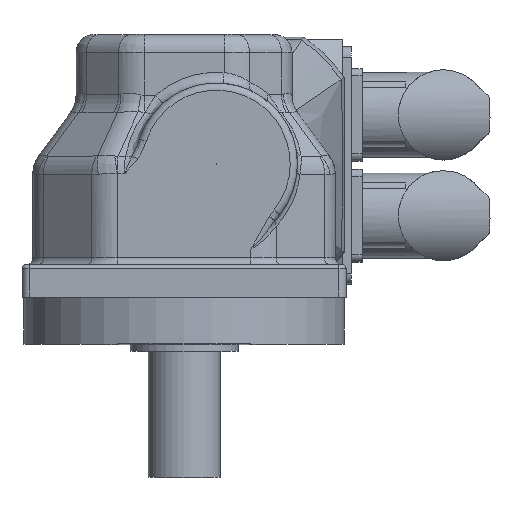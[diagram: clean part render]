
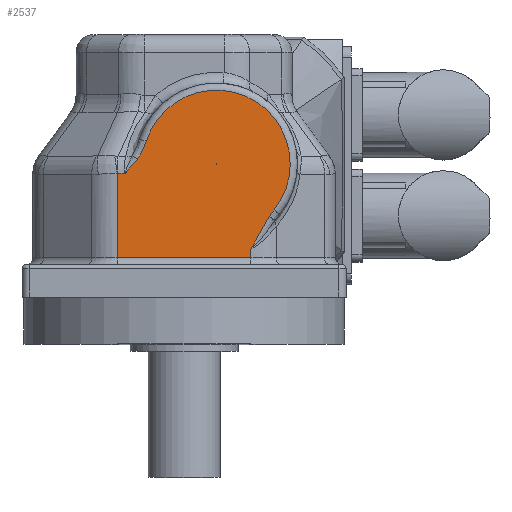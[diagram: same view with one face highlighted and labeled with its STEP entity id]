
A CAD part, top view. The second image highlights one B-rep face of the part: STEP entity #2537.
In plain terms, the highlighted face is planar.
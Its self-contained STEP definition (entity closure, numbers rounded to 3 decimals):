
#993=FACE_BOUND('',#4469,.T.);
#1695=CIRCLE('',#14892,20.5);
#1696=CIRCLE('',#14893,0.046);
#2537=ADVANCED_FACE('',(#3530,#993),#2833,.F.);
#2833=PLANE('',#14894);
#3530=FACE_OUTER_BOUND('',#4468,.T.);
#4468=EDGE_LOOP('',(#9049,#9050,#9051,#9052,#9053,#9054,#9055,#9056,#9057,
#9058));
#4469=EDGE_LOOP('',(#9059));
#5107=LINE('',#33341,#5616);
#5108=LINE('',#33348,#5617);
#5109=LINE('',#33350,#5618);
#5110=LINE('',#33352,#5619);
#5616=VECTOR('',#17904,1.);
#5617=VECTOR('',#17905,1.);
#5618=VECTOR('',#17906,1.);
#5619=VECTOR('',#17907,1.);
#9049=ORIENTED_EDGE('',*,*,#12717,.T.);
#9050=ORIENTED_EDGE('',*,*,#12718,.T.);
#9051=ORIENTED_EDGE('',*,*,#12719,.T.);
#9052=ORIENTED_EDGE('',*,*,#12720,.T.);
#9053=ORIENTED_EDGE('',*,*,#12721,.T.);
#9054=ORIENTED_EDGE('',*,*,#12722,.T.);
#9055=ORIENTED_EDGE('',*,*,#12723,.T.);
#9056=ORIENTED_EDGE('',*,*,#12724,.T.);
#9057=ORIENTED_EDGE('',*,*,#12725,.T.);
#9058=ORIENTED_EDGE('',*,*,#12726,.T.);
#9059=ORIENTED_EDGE('',*,*,#12727,.T.);
#10822=VERTEX_POINT('',#33311);
#10823=VERTEX_POINT('',#33312);
#10824=VERTEX_POINT('',#33340);
#10825=VERTEX_POINT('',#33342);
#10826=VERTEX_POINT('',#33347);
#10827=VERTEX_POINT('',#33349);
#10828=VERTEX_POINT('',#33351);
#10829=VERTEX_POINT('',#33353);
#10830=VERTEX_POINT('',#33393);
#10831=VERTEX_POINT('',#33398);
#10832=VERTEX_POINT('',#33401);
#12717=EDGE_CURVE('',#10822,#10823,#13650,.T.);
#12718=EDGE_CURVE('',#10823,#10824,#13651,.T.);
#12719=EDGE_CURVE('',#10824,#10825,#5107,.T.);
#12720=EDGE_CURVE('',#10825,#10826,#13652,.T.);
#12721=EDGE_CURVE('',#10826,#10827,#5108,.T.);
#12722=EDGE_CURVE('',#10827,#10828,#5109,.T.);
#12723=EDGE_CURVE('',#10828,#10829,#5110,.T.);
#12724=EDGE_CURVE('',#10829,#10830,#13653,.T.);
#12725=EDGE_CURVE('',#10830,#10831,#13654,.T.);
#12726=EDGE_CURVE('',#10831,#10822,#1695,.T.);
#12727=EDGE_CURVE('',#10832,#10832,#1696,.T.);
#13650=B_SPLINE_CURVE_WITH_KNOTS('',3,(#33301,#33302,#33303,#33304,#33305,
#33306,#33307,#33308,#33309,#33310),.UNSPECIFIED.,.F.,.F.,(4,1,1,2,2,4),
(0.,0.25,0.375,0.437,0.5,
1.),.UNSPECIFIED.);
#13651=B_SPLINE_CURVE_WITH_KNOTS('',3,(#33313,#33314,#33315,#33316,#33317,
#33318,#33319,#33320,#33321,#33322,#33323,#33324,#33325,#33326,#33327,#33328,
#33329,#33330,#33331,#33332,#33333,#33334,#33335,#33336,#33337,#33338,#33339),
.UNSPECIFIED.,.F.,.F.,(4,1,1,1,2,2,2,2,1,1,2,2,1,1,2,2,4),(0.,0.125,
0.188,0.219,0.234,0.25,
0.313,0.375,0.438,0.469,
0.484,0.5,0.625,0.688,0.719,
0.75,1.),.UNSPECIFIED.);
#13652=B_SPLINE_CURVE_WITH_KNOTS('',3,(#33343,#33344,#33345,#33346),.UNSPECIFIED.,
.F.,.F.,(4,4),(0.,1.),.UNSPECIFIED.);
#13653=B_SPLINE_CURVE_WITH_KNOTS('',3,(#33354,#33355,#33356,#33357,#33358,
#33359,#33360,#33361,#33362,#33363,#33364,#33365,#33366,#33367,#33368,#33369,
#33370,#33371,#33372,#33373,#33374,#33375,#33376,#33377,#33378,#33379,#33380,
#33381,#33382,#33383,#33384,#33385,#33386,#33387,#33388,#33389,#33390,#33391,
#33392),.UNSPECIFIED.,.F.,.F.,(4,1,1,1,2,2,1,1,1,2,2,2,2,1,1,1,2,2,1,2,2,
1,2,2,4),(0.,0.125,0.188,0.219,0.234,
0.25,0.313,0.344,0.359,
0.367,0.375,0.438,0.5,
0.563,0.594,0.609,0.617,
0.625,0.688,0.719,0.75,
0.813,0.844,0.875,1.),.UNSPECIFIED.);
#13654=B_SPLINE_CURVE_WITH_KNOTS('',3,(#33394,#33395,#33396,#33397),.UNSPECIFIED.,
.F.,.F.,(4,4),(0.,1.),.UNSPECIFIED.);
#14892=AXIS2_PLACEMENT_3D('',#33399,#17908,#17909);
#14893=AXIS2_PLACEMENT_3D('',#33400,#17910,#17911);
#14894=AXIS2_PLACEMENT_3D('',#33402,#17912,#17913);
#17904=DIRECTION('',(0.,1.,0.));
#17905=DIRECTION('',(1.,0.,0.));
#17906=DIRECTION('',(0.,-1.,0.));
#17907=DIRECTION('',(-1.,0.,0.));
#17908=DIRECTION('',(0.,0.,-1.));
#17909=DIRECTION('',(0.,-1.,0.));
#17910=DIRECTION('',(0.,0.,1.));
#17911=DIRECTION('',(1.,0.,0.));
#17912=DIRECTION('',(0.,0.,1.));
#17913=DIRECTION('',(0.,-1.,0.));
#33301=CARTESIAN_POINT('',(-6.311,10.504,-42.));
#33302=CARTESIAN_POINT('',(-5.838,10.657,-42.));
#33303=CARTESIAN_POINT('',(-5.155,10.903,-42.));
#33304=CARTESIAN_POINT('',(-4.404,11.219,-42.));
#33305=CARTESIAN_POINT('',(-4.092,11.36,-42.));
#33306=CARTESIAN_POINT('',(-3.887,11.456,-42.));
#33307=CARTESIAN_POINT('',(-3.803,11.496,-42.));
#33308=CARTESIAN_POINT('',(-2.736,12.017,-42.));
#33309=CARTESIAN_POINT('',(-1.934,12.518,-42.));
#33310=CARTESIAN_POINT('',(-1.279,13.057,-42.));
#33311=CARTESIAN_POINT('',(-6.311,10.504,-42.));
#33312=CARTESIAN_POINT('',(-1.279,13.057,-42.));
#33313=CARTESIAN_POINT('',(-1.279,13.057,-42.));
#33314=CARTESIAN_POINT('',(-1.141,13.171,-42.));
#33315=CARTESIAN_POINT('',(-0.916,13.36,-42.));
#33316=CARTESIAN_POINT('',(-0.625,13.614,-42.));
#33317=CARTESIAN_POINT('',(-0.471,13.749,-42.));
#33318=CARTESIAN_POINT('',(-0.404,13.809,-42.));
#33319=CARTESIAN_POINT('',(-0.359,13.849,-42.));
#33320=CARTESIAN_POINT('',(-0.327,13.877,-42.));
#33321=CARTESIAN_POINT('',(-0.256,13.941,-42.));
#33322=CARTESIAN_POINT('',(-0.187,14.002,-42.));
#33323=CARTESIAN_POINT('',(-0.029,14.144,-42.));
#33324=CARTESIAN_POINT('',(0.049,14.214,-42.));
#33325=CARTESIAN_POINT('',(0.274,14.417,-42.));
#33326=CARTESIAN_POINT('',(0.417,14.546,-42.));
#33327=CARTESIAN_POINT('',(0.541,14.657,-42.));
#33328=CARTESIAN_POINT('',(0.585,14.696,-42.));
#33329=CARTESIAN_POINT('',(0.612,14.72,-42.));
#33330=CARTESIAN_POINT('',(0.613,14.721,-42.));
#33331=CARTESIAN_POINT('',(0.82,14.907,-42.));
#33332=CARTESIAN_POINT('',(1.078,15.135,-42.));
#33333=CARTESIAN_POINT('',(1.349,15.368,-42.));
#33334=CARTESIAN_POINT('',(1.458,15.46,-42.));
#33335=CARTESIAN_POINT('',(1.529,15.52,-42.));
#33336=CARTESIAN_POINT('',(1.555,15.542,-42.));
#33337=CARTESIAN_POINT('',(1.943,15.866,-42.));
#33338=CARTESIAN_POINT('',(2.277,16.129,-42.));
#33339=CARTESIAN_POINT('',(2.601,16.367,-42.));
#33340=CARTESIAN_POINT('',(2.601,16.367,-42.));
#33341=CARTESIAN_POINT('',(2.601,18.558,-42.));
#33342=CARTESIAN_POINT('',(2.601,18.361,-42.));
#33343=CARTESIAN_POINT('',(2.601,18.361,-42.));
#33344=CARTESIAN_POINT('',(2.601,18.425,-42.));
#33345=CARTESIAN_POINT('',(2.606,18.491,-42.));
#33346=CARTESIAN_POINT('',(2.615,18.558,-42.));
#33347=CARTESIAN_POINT('',(2.615,18.558,-42.));
#33348=CARTESIAN_POINT('',(40.,18.558,-42.));
#33349=CARTESIAN_POINT('',(26.,18.558,-42.));
#33350=CARTESIAN_POINT('',(26.,-18.558,-42.));
#33351=CARTESIAN_POINT('',(26.,-18.558,-42.));
#33352=CARTESIAN_POINT('',(40.,-18.558,-42.));
#33353=CARTESIAN_POINT('',(23.641,-18.558,-42.));
#33354=CARTESIAN_POINT('',(23.641,-18.558,-42.));
#33355=CARTESIAN_POINT('',(23.319,-18.766,-42.));
#33356=CARTESIAN_POINT('',(22.8,-19.088,-42.));
#33357=CARTESIAN_POINT('',(22.129,-19.481,-42.));
#33358=CARTESIAN_POINT('',(21.778,-19.682,-42.));
#33359=CARTESIAN_POINT('',(21.624,-19.769,-42.));
#33360=CARTESIAN_POINT('',(21.52,-19.827,-42.));
#33361=CARTESIAN_POINT('',(21.457,-19.862,-42.));
#33362=CARTESIAN_POINT('',(21.249,-19.979,-42.));
#33363=CARTESIAN_POINT('',(20.982,-20.126,-42.));
#33364=CARTESIAN_POINT('',(20.64,-20.312,-42.));
#33365=CARTESIAN_POINT('',(20.462,-20.409,-42.));
#33366=CARTESIAN_POINT('',(20.384,-20.451,-42.));
#33367=CARTESIAN_POINT('',(20.331,-20.479,-42.));
#33368=CARTESIAN_POINT('',(20.293,-20.5,-42.));
#33369=CARTESIAN_POINT('',(20.163,-20.57,-42.));
#33370=CARTESIAN_POINT('',(20.01,-20.652,-42.));
#33371=CARTESIAN_POINT('',(19.628,-20.855,-42.));
#33372=CARTESIAN_POINT('',(19.389,-20.983,-42.));
#33373=CARTESIAN_POINT('',(18.88,-21.254,-42.));
#33374=CARTESIAN_POINT('',(18.546,-21.432,-42.));
#33375=CARTESIAN_POINT('',(18.241,-21.595,-42.));
#33376=CARTESIAN_POINT('',(18.109,-21.666,-42.));
#33377=CARTESIAN_POINT('',(18.057,-21.694,-42.));
#33378=CARTESIAN_POINT('',(18.024,-21.712,-42.));
#33379=CARTESIAN_POINT('',(18.018,-21.715,-42.));
#33380=CARTESIAN_POINT('',(17.78,-21.843,-42.));
#33381=CARTESIAN_POINT('',(17.48,-22.006,-42.));
#33382=CARTESIAN_POINT('',(17.204,-22.158,-42.));
#33383=CARTESIAN_POINT('',(17.025,-22.257,-42.));
#33384=CARTESIAN_POINT('',(16.957,-22.295,-42.));
#33385=CARTESIAN_POINT('',(16.651,-22.466,-42.));
#33386=CARTESIAN_POINT('',(16.358,-22.632,-42.));
#33387=CARTESIAN_POINT('',(16.083,-22.791,-42.));
#33388=CARTESIAN_POINT('',(15.905,-22.896,-42.));
#33389=CARTESIAN_POINT('',(15.83,-22.94,-42.));
#33390=CARTESIAN_POINT('',(15.341,-23.231,-42.));
#33391=CARTESIAN_POINT('',(14.974,-23.459,-42.));
#33392=CARTESIAN_POINT('',(14.631,-23.682,-42.));
#33393=CARTESIAN_POINT('',(14.631,-23.682,-42.));
#33394=CARTESIAN_POINT('',(14.631,-23.682,-42.));
#33395=CARTESIAN_POINT('',(14.042,-24.066,-42.));
#33396=CARTESIAN_POINT('',(13.423,-24.517,-42.));
#33397=CARTESIAN_POINT('',(12.775,-25.033,-42.));
#33398=CARTESIAN_POINT('',(12.775,-25.033,-42.));
#33399=CARTESIAN_POINT('',(0.,-9.,-42.));
#33400=CARTESIAN_POINT('',(0.,-9.,-42.));
#33401=CARTESIAN_POINT('',(0.046,-9.,-42.));
#33402=CARTESIAN_POINT('',(40.,22.7,-42.));
